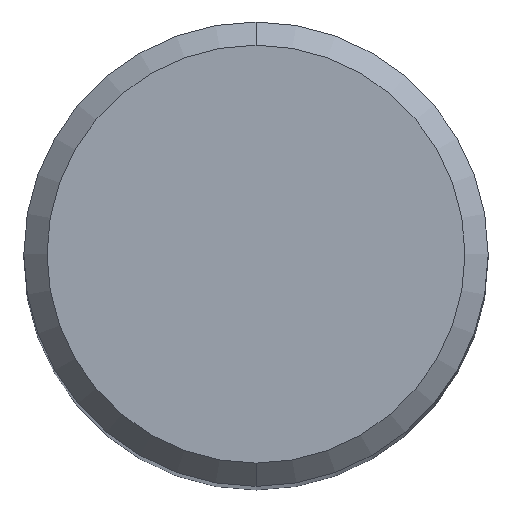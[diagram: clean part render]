
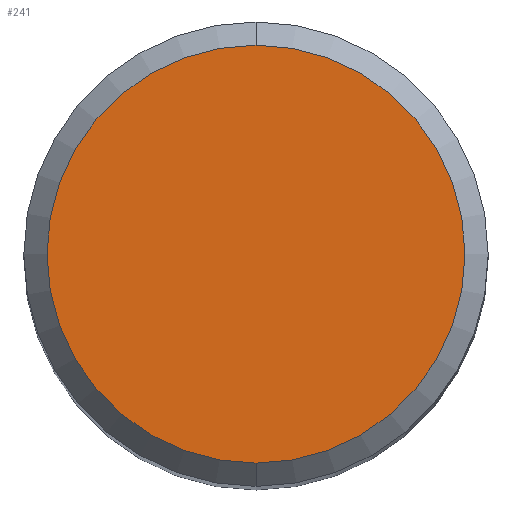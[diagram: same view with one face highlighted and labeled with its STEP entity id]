
A CAD part, top view. The second image highlights one B-rep face of the part: STEP entity #241.
In plain terms, the highlighted planar face has unit normal (0, 0, 1).
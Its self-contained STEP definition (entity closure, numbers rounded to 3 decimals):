
#241=ADVANCED_FACE('',(#552),#553,.T.);
#299=EDGE_CURVE('',#457,#441,#615,.T.);
#419=EDGE_CURVE('',#441,#457,#754,.T.);
#441=VERTEX_POINT('',#778);
#457=VERTEX_POINT('',#794);
#552=FACE_OUTER_BOUND('',#968,.T.);
#553=PLANE('',#969);
#615=CIRCLE('',#1134,3.6);
#754=CIRCLE('',#1381,3.6);
#778=CARTESIAN_POINT('',(0.,-3.6,0.0));
#794=CARTESIAN_POINT('',(0.0,3.6,0.0));
#968=EDGE_LOOP('',(#1516,#1517));
#969=AXIS2_PLACEMENT_3D('',#1518,#1519,#1520);
#1134=AXIS2_PLACEMENT_3D('',#1577,#1578,#1579);
#1381=AXIS2_PLACEMENT_3D('',#1776,#1777,#1778);
#1516=ORIENTED_EDGE('',*,*,#299,.F.);
#1517=ORIENTED_EDGE('',*,*,#419,.F.);
#1518=CARTESIAN_POINT('',(0.0,1.8,0.0));
#1519=DIRECTION('',(-0.0,0.0,1.0));
#1520=DIRECTION('',(0.0,-1.0,0.0));
#1577=CARTESIAN_POINT('',(0.0,0.0,0.0));
#1578=DIRECTION('',(0.0,0.0,-1.0));
#1579=DIRECTION('',(0.0,1.0,0.0));
#1776=CARTESIAN_POINT('',(0.0,0.0,0.0));
#1777=DIRECTION('',(0.0,0.0,-1.0));
#1778=DIRECTION('',(0.0,1.0,0.0));
